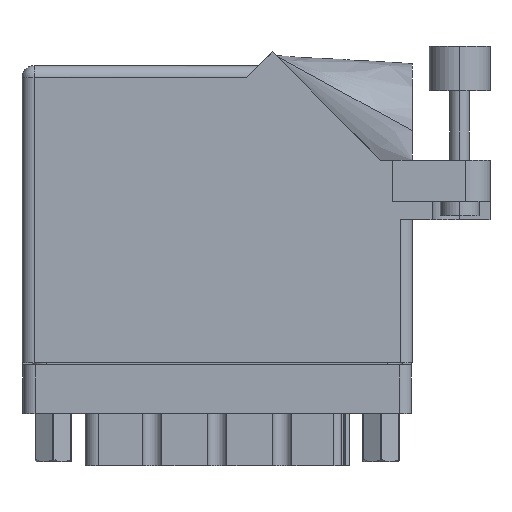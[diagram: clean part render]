
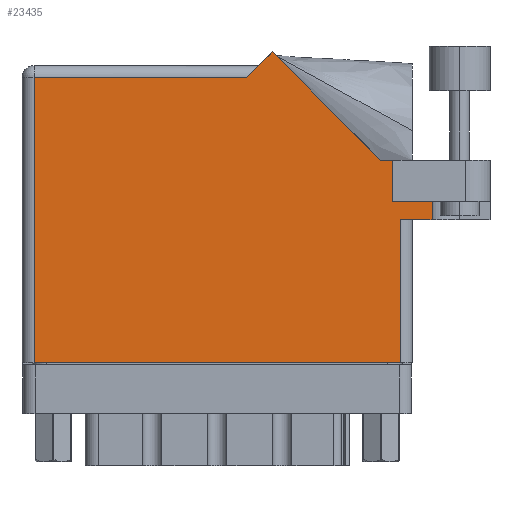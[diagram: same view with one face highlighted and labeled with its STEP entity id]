
A CAD part, front view. The second image highlights one B-rep face of the part: STEP entity #23435.
In plain terms, the highlighted face is planar.
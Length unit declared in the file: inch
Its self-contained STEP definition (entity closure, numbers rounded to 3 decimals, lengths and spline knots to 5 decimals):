
#24 = DIRECTION ( 'NONE',  ( -0.707, -0.707, 0. ) ) ;
#85 = CARTESIAN_POINT ( 'NONE',  ( 0.062, 0., 0. ) ) ;
#490 = DIRECTION ( 'NONE',  ( -1., 0., 0. ) ) ;
#1189 = DIRECTION ( 'NONE',  ( 1., 0., 0. ) ) ;
#1982 = VERTEX_POINT ( 'NONE', #8077 ) ;
#3596 = CARTESIAN_POINT ( 'NONE',  ( 1.217, 1.53, 0. ) ) ;
#3758 = LINE ( 'NONE', #3596, #29533 ) ;
#4204 = CARTESIAN_POINT ( 'NONE',  ( 0., 1.468, 0. ) ) ;
#5767 = VERTEX_POINT ( 'NONE', #34872 ) ;
#6150 = CARTESIAN_POINT ( 'NONE',  ( 1.948, 0.737, 0. ) ) ;
#7283 = ORIENTED_EDGE ( 'NONE', *, *, #17647, .T. ) ;
#7677 = VECTOR ( 'NONE', #11672, 39.37008 ) ;
#7745 = ORIENTED_EDGE ( 'NONE', *, *, #27861, .T. ) ;
#8077 = CARTESIAN_POINT ( 'NONE',  ( 1.91, 1.044, 0. ) ) ;
#8440 = VERTEX_POINT ( 'NONE', #35291 ) ;
#8804 = ORIENTED_EDGE ( 'NONE', *, *, #36159, .T. ) ;
#9858 = ORIENTED_EDGE ( 'NONE', *, *, #10792, .T. ) ;
#9933 = VECTOR ( 'NONE', #25088, 39.37008 ) ;
#10355 = ORIENTED_EDGE ( 'NONE', *, *, #37162, .T. ) ;
#10792 = EDGE_CURVE ( 'NONE', #1982, #34731, #28044, .T. ) ;
#11533 = ORIENTED_EDGE ( 'NONE', *, *, #25045, .F. ) ;
#11672 = DIRECTION ( 'NONE',  ( 1., 0., 0. ) ) ;
#11970 = VERTEX_POINT ( 'NONE', #37361 ) ;
#12655 = ORIENTED_EDGE ( 'NONE', *, *, #12802, .T. ) ;
#12802 = EDGE_CURVE ( 'NONE', #11970, #20011, #3758, .T. ) ;
#13049 = EDGE_CURVE ( 'NONE', #34731, #11970, #15493, .T. ) ;
#13391 = VERTEX_POINT ( 'NONE', #24263 ) ;
#15493 = LINE ( 'NONE', #33492, #42975 ) ;
#15586 = DIRECTION ( 'NONE',  ( 0., 1., 0. ) ) ;
#15593 = DIRECTION ( 'NONE',  ( -0.707, 0.707, 0. ) ) ;
#16218 = DIRECTION ( 'NONE',  ( 1., 0., 0. ) ) ;
#17163 = LINE ( 'NONE', #44246, #7677 ) ;
#17348 = VECTOR ( 'NONE', #490, 39.37008 ) ;
#17423 = DIRECTION ( 'NONE',  ( 0., -1., 0. ) ) ;
#17647 = EDGE_CURVE ( 'NONE', #40185, #1982, #44862, .T. ) ;
#18355 = EDGE_CURVE ( 'NONE', #20011, #20830, #21226, .T. ) ;
#19598 = EDGE_CURVE ( 'NONE', #20830, #21468, #29581, .T. ) ;
#20011 = VERTEX_POINT ( 'NONE', #27122 ) ;
#20830 = VERTEX_POINT ( 'NONE', #24389 ) ;
#20841 = ORIENTED_EDGE ( 'NONE', *, *, #19598, .T. ) ;
#21108 = ORIENTED_EDGE ( 'NONE', *, *, #13049, .T. ) ;
#21226 = LINE ( 'NONE', #4204, #27432 ) ;
#21468 = VERTEX_POINT ( 'NONE', #21493 ) ;
#21493 = CARTESIAN_POINT ( 'NONE',  ( 0.062, 0., 0. ) ) ;
#21499 = EDGE_CURVE ( 'NONE', #40185, #8440, #36675, .T. ) ;
#21864 = DIRECTION ( 'NONE',  ( -1., 0., 0. ) ) ;
#22102 = CARTESIAN_POINT ( 'NONE',  ( 1.91, 0.831, 0. ) ) ;
#22376 = VECTOR ( 'NONE', #17423, 39.37008 ) ;
#23435 = ADVANCED_FACE ( 'NONE', ( #44894 ), #38274, .F. ) ;
#23557 = DIRECTION ( 'NONE',  ( 0., 0., -1. ) ) ;
#24183 = CARTESIAN_POINT ( 'NONE',  ( 2.1115, 1.16177, 0. ) ) ;
#24263 = CARTESIAN_POINT ( 'NONE',  ( 1.948, 0., 0. ) ) ;
#24389 = CARTESIAN_POINT ( 'NONE',  ( 0.062, 1.468, 0. ) ) ;
#24535 = ORIENTED_EDGE ( 'NONE', *, *, #18355, .T. ) ;
#25045 = EDGE_CURVE ( 'NONE', #8440, #5767, #37536, .T. ) ;
#25088 = DIRECTION ( 'NONE',  ( 0., -1., 0. ) ) ;
#25550 = VERTEX_POINT ( 'NONE', #6150 ) ;
#26209 = EDGE_LOOP ( 'NONE', ( #10355, #7745, #8804, #11533, #38790, #7283, #9858, #21108, #12655, #24535, #20841 ) ) ;
#26277 = CARTESIAN_POINT ( 'NONE',  ( 1.948, 0.737, 0. ) ) ;
#27122 = CARTESIAN_POINT ( 'NONE',  ( 1.155, 1.468, 0. ) ) ;
#27432 = VECTOR ( 'NONE', #21864, 39.37008 ) ;
#27861 = EDGE_CURVE ( 'NONE', #13391, #25550, #39421, .T. ) ;
#28044 = LINE ( 'NONE', #32710, #17348 ) ;
#29533 = VECTOR ( 'NONE', #24, 39.37008 ) ;
#29581 = LINE ( 'NONE', #85, #9933 ) ;
#30963 = CARTESIAN_POINT ( 'NONE',  ( 0., 0., 0. ) ) ;
#32710 = CARTESIAN_POINT ( 'NONE',  ( 2.41, 1.044, 0. ) ) ;
#33492 = CARTESIAN_POINT ( 'NONE',  ( 1.84442, 1.044, 0. ) ) ;
#34437 = VECTOR ( 'NONE', #1189, 39.37008 ) ;
#34455 = VECTOR ( 'NONE', #16218, 39.37008 ) ;
#34731 = VERTEX_POINT ( 'NONE', #40311 ) ;
#34872 = CARTESIAN_POINT ( 'NONE',  ( 2.1115, 0.737, 0. ) ) ;
#35291 = CARTESIAN_POINT ( 'NONE',  ( 2.1115, 0.831, 0. ) ) ;
#35339 = VECTOR ( 'NONE', #40839, 39.37008 ) ;
#36159 = EDGE_CURVE ( 'NONE', #25550, #5767, #17163, .T. ) ;
#36675 = LINE ( 'NONE', #43613, #34437 ) ;
#37162 = EDGE_CURVE ( 'NONE', #21468, #13391, #38947, .T. ) ;
#37361 = CARTESIAN_POINT ( 'NONE',  ( 1.28771, 1.60071, 0. ) ) ;
#37536 = LINE ( 'NONE', #24183, #22376 ) ;
#37818 = DIRECTION ( 'NONE',  ( -1., 0., 0. ) ) ;
#38274 = PLANE ( 'NONE',  #42492 ) ;
#38790 = ORIENTED_EDGE ( 'NONE', *, *, #21499, .F. ) ;
#38947 = LINE ( 'NONE', #30963, #34455 ) ;
#39421 = LINE ( 'NONE', #26277, #42799 ) ;
#40185 = VERTEX_POINT ( 'NONE', #22102 ) ;
#40311 = CARTESIAN_POINT ( 'NONE',  ( 1.84442, 1.044, 0. ) ) ;
#40839 = DIRECTION ( 'NONE',  ( 0., 1., 0. ) ) ;
#41735 = CARTESIAN_POINT ( 'NONE',  ( 0., 1.53, 0. ) ) ;
#42492 = AXIS2_PLACEMENT_3D ( 'NONE', #41735, #23557, #37818 ) ;
#42799 = VECTOR ( 'NONE', #15586, 39.37008 ) ;
#42975 = VECTOR ( 'NONE', #15593, 39.37008 ) ;
#43613 = CARTESIAN_POINT ( 'NONE',  ( 1.91, 0.831, 0. ) ) ;
#43805 = CARTESIAN_POINT ( 'NONE',  ( 1.91, 0.831, 0. ) ) ;
#44246 = CARTESIAN_POINT ( 'NONE',  ( 2.01, 0.737, 0. ) ) ;
#44862 = LINE ( 'NONE', #43805, #35339 ) ;
#44894 = FACE_OUTER_BOUND ( 'NONE', #26209, .T. ) ;
